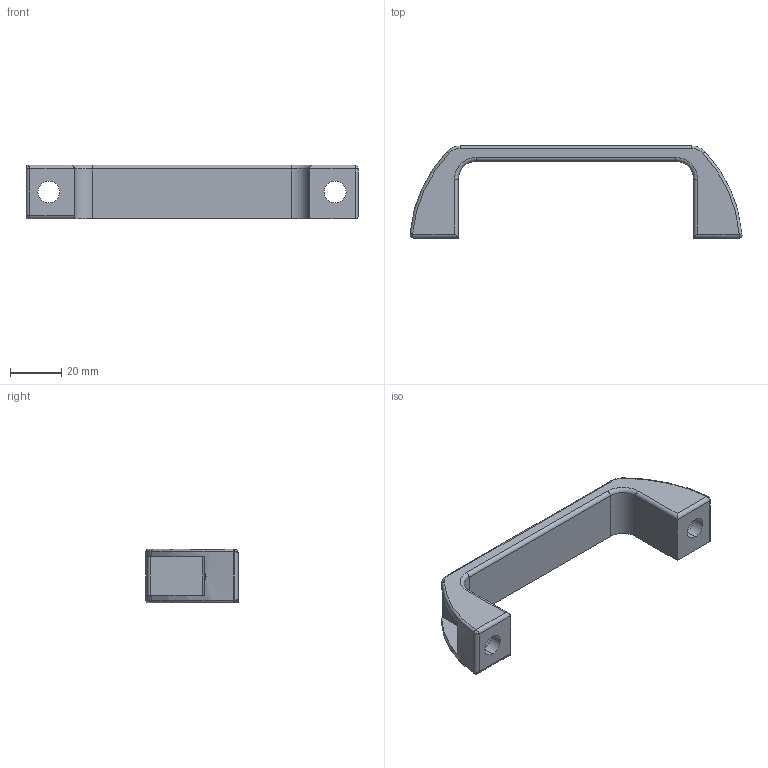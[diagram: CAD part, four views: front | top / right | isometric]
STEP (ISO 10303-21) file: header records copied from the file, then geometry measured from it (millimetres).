
FILE_DESCRIPTION (( 'STEP AP203' ), '1' );
FILE_NAME ('084.504.002.STEP', '2013-01-28T10:25:04', ( 'Alusic' ), ( 'Alusic' ), 'SwSTEP 2.0', 'SolidWorks 2011', '' );
FILE_SCHEMA (( 'CONFIG_CONTROL_DESIGN' ));
Length unit declared in the file: millimetre
Products named in the file (1): 084.504.002
Bounding box: 129.81 x 36 x 21 mm (x, y, z)
Volume: 23836.1 mm3; surface area: 12027.2 mm2
Topology: 1 solids, 1 shells, 70 faces, 176 edges, 106 vertices
Faces by surface type: cylinder 29, plane 22, torus 16, bspline 3
Entity records: 2355 total; most frequent: CARTESIAN_POINT 587, DIRECTION 381, ORIENTED_EDGE 348, EDGE_CURVE 174, AXIS2_PLACEMENT_3D 156, VERTEX_POINT 106, CIRCLE 88, EDGE_LOOP 74
